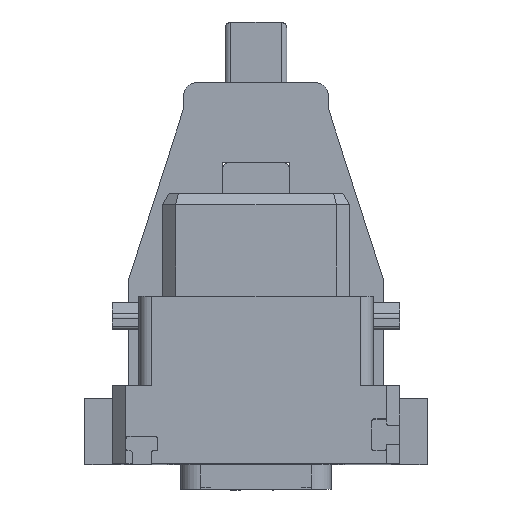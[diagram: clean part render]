
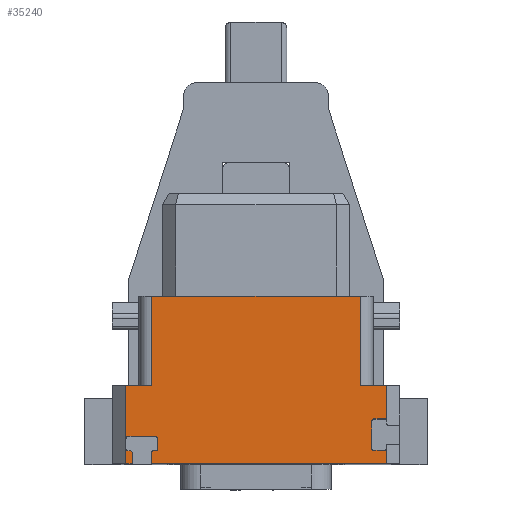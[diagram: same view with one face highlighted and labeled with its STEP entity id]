
A CAD part, top view. The second image highlights one B-rep face of the part: STEP entity #35240.
In plain terms, the highlighted planar face has unit normal (0, 0, 1).
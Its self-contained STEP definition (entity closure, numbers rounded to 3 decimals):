
#284=DIRECTION('',(-1.,0.,0.));
#285=VECTOR('',#284,15.8);
#286=CARTESIAN_POINT('',(7.9,9.8,9.9));
#287=LINE('',#286,#285);
#503=CARTESIAN_POINT('',(9.75,0.325,9.9));
#504=DIRECTION('',(0.,0.,1.));
#505=DIRECTION('',(1.,0.,0.));
#506=AXIS2_PLACEMENT_3D('',#503,#504,#505);
#508=DIRECTION('',(-1.,0.,0.));
#509=VECTOR('',#508,0.8);
#510=CARTESIAN_POINT('',(9.75,0.475,9.9));
#511=LINE('',#510,#509);
#512=CARTESIAN_POINT('',(8.95,0.325,9.9));
#513=DIRECTION('',(0.,0.,1.));
#514=DIRECTION('',(0.,1.,0.));
#515=AXIS2_PLACEMENT_3D('',#512,#513,#514);
#517=DIRECTION('',(0.,-1.,0.));
#518=VECTOR('',#517,2.1);
#519=CARTESIAN_POINT('',(8.8,0.325,9.9));
#520=LINE('',#519,#518);
#521=CARTESIAN_POINT('',(8.95,-1.775,9.9));
#522=DIRECTION('',(0.,0.,1.));
#523=DIRECTION('',(-1.,0.,0.));
#524=AXIS2_PLACEMENT_3D('',#521,#522,#523);
#526=DIRECTION('',(1.,0.,0.));
#527=VECTOR('',#526,0.8);
#528=CARTESIAN_POINT('',(8.95,-1.925,9.9));
#529=LINE('',#528,#527);
#530=CARTESIAN_POINT('',(9.75,-1.775,9.9));
#531=DIRECTION('',(0.,0.,1.));
#532=DIRECTION('',(0.,-1.,0.));
#533=AXIS2_PLACEMENT_3D('',#530,#531,#532);
#535=DIRECTION('',(0.,1.,0.));
#536=VECTOR('',#535,1.175);
#537=CARTESIAN_POINT('',(9.9,-2.95,9.9));
#538=LINE('',#537,#536);
#539=DIRECTION('',(0.,1.,0.));
#540=VECTOR('',#539,0.85);
#541=CARTESIAN_POINT('',(-7.95,-2.95,9.9));
#542=LINE('',#541,#540);
#543=CARTESIAN_POINT('',(-7.8,-2.1,9.9));
#544=DIRECTION('',(0.,0.,1.));
#545=DIRECTION('',(0.,1.,0.));
#546=AXIS2_PLACEMENT_3D('',#543,#544,#545);
#548=DIRECTION('',(1.,0.,0.));
#549=VECTOR('',#548,0.175);
#550=CARTESIAN_POINT('',(-7.8,-1.95,9.9));
#551=LINE('',#550,#549);
#552=CARTESIAN_POINT('',(-7.625,-1.8,9.9));
#553=DIRECTION('',(0.,0.,1.));
#554=DIRECTION('',(0.,-1.,0.));
#555=AXIS2_PLACEMENT_3D('',#552,#553,#554);
#557=DIRECTION('',(0.,1.,0.));
#558=VECTOR('',#557,0.8);
#559=CARTESIAN_POINT('',(-7.475,-1.8,9.9));
#560=LINE('',#559,#558);
#561=CARTESIAN_POINT('',(-7.625,-1.,9.9));
#562=DIRECTION('',(0.,0.,1.));
#563=DIRECTION('',(1.,0.,0.));
#564=AXIS2_PLACEMENT_3D('',#561,#562,#563);
#566=DIRECTION('',(-1.,0.,0.));
#567=VECTOR('',#566,2.1);
#568=CARTESIAN_POINT('',(-7.625,-0.85,9.9));
#569=LINE('',#568,#567);
#570=CARTESIAN_POINT('',(-9.725,-1.,9.9));
#571=DIRECTION('',(0.,0.,1.));
#572=DIRECTION('',(0.,1.,0.));
#573=AXIS2_PLACEMENT_3D('',#570,#571,#572);
#575=DIRECTION('',(0.,-1.,0.));
#576=VECTOR('',#575,0.8);
#577=CARTESIAN_POINT('',(-9.875,-1.,9.9));
#578=LINE('',#577,#576);
#579=CARTESIAN_POINT('',(-9.725,-1.8,9.9));
#580=DIRECTION('',(0.,0.,1.));
#581=DIRECTION('',(-1.,0.,0.));
#582=AXIS2_PLACEMENT_3D('',#579,#580,#581);
#584=DIRECTION('',(1.,0.,0.));
#585=VECTOR('',#584,0.175);
#586=CARTESIAN_POINT('',(-9.725,-1.95,9.9));
#587=LINE('',#586,#585);
#588=CARTESIAN_POINT('',(-9.55,-2.1,9.9));
#589=DIRECTION('',(0.,0.,1.));
#590=DIRECTION('',(1.,0.,0.));
#591=AXIS2_PLACEMENT_3D('',#588,#589,#590);
#593=DIRECTION('',(0.,1.,0.));
#594=VECTOR('',#593,0.85);
#595=CARTESIAN_POINT('',(-9.4,-2.95,9.9));
#596=LINE('',#595,#594);
#597=DIRECTION('',(0.,-1.,0.));
#598=VECTOR('',#597,5.95);
#599=CARTESIAN_POINT('',(-9.9,3.,9.9));
#600=LINE('',#599,#598);
#601=DIRECTION('',(0.,-1.,0.));
#602=VECTOR('',#601,6.8);
#603=CARTESIAN_POINT('',(-7.9,9.8,9.9));
#604=LINE('',#603,#602);
#605=DIRECTION('',(0.,1.,0.));
#606=VECTOR('',#605,6.8);
#607=CARTESIAN_POINT('',(7.9,3.,9.9));
#608=LINE('',#607,#606);
#609=DIRECTION('',(0.,1.,0.));
#610=VECTOR('',#609,2.675);
#611=CARTESIAN_POINT('',(9.9,0.325,9.9));
#612=LINE('',#611,#610);
#629=DIRECTION('',(-1.,0.,0.));
#630=VECTOR('',#629,2.);
#631=CARTESIAN_POINT('',(9.9,3.,9.9));
#632=LINE('',#631,#630);
#821=DIRECTION('',(1.,0.,0.));
#822=VECTOR('',#821,0.5);
#823=CARTESIAN_POINT('',(-9.9,-2.95,9.9));
#824=LINE('',#823,#822);
#837=DIRECTION('',(1.,0.,0.));
#838=VECTOR('',#837,17.85);
#839=CARTESIAN_POINT('',(-7.95,-2.95,9.9));
#840=LINE('',#839,#838);
#4689=DIRECTION('',(-1.,0.,0.));
#4690=VECTOR('',#4689,2.);
#4691=CARTESIAN_POINT('',(-7.9,3.,9.9));
#4692=LINE('',#4691,#4690);
#28296=CARTESIAN_POINT('',(-7.95,-2.95,9.9));
#28297=VERTEX_POINT('',#28296);
#28298=CARTESIAN_POINT('',(-9.4,-2.95,9.9));
#28299=VERTEX_POINT('',#28298);
#28300=CARTESIAN_POINT('',(9.9,0.325,9.9));
#28301=CARTESIAN_POINT('',(9.75,0.475,9.9));
#28302=VERTEX_POINT('',#28300);
#28303=VERTEX_POINT('',#28301);
#28304=CARTESIAN_POINT('',(8.95,0.475,9.9));
#28305=VERTEX_POINT('',#28304);
#28306=CARTESIAN_POINT('',(8.8,0.325,9.9));
#28307=VERTEX_POINT('',#28306);
#28308=CARTESIAN_POINT('',(8.8,-1.775,9.9));
#28309=VERTEX_POINT('',#28308);
#28310=CARTESIAN_POINT('',(8.95,-1.925,9.9));
#28311=VERTEX_POINT('',#28310);
#28312=CARTESIAN_POINT('',(9.75,-1.925,9.9));
#28313=VERTEX_POINT('',#28312);
#28314=CARTESIAN_POINT('',(9.9,-1.775,9.9));
#28315=VERTEX_POINT('',#28314);
#28316=CARTESIAN_POINT('',(-7.95,-2.1,9.9));
#28317=VERTEX_POINT('',#28316);
#28318=CARTESIAN_POINT('',(-7.8,-1.95,9.9));
#28319=VERTEX_POINT('',#28318);
#28320=CARTESIAN_POINT('',(-7.625,-1.95,9.9));
#28321=VERTEX_POINT('',#28320);
#28322=CARTESIAN_POINT('',(-7.475,-1.8,9.9));
#28323=VERTEX_POINT('',#28322);
#28324=CARTESIAN_POINT('',(-7.475,-1.,9.9));
#28325=VERTEX_POINT('',#28324);
#28326=CARTESIAN_POINT('',(-7.625,-0.85,9.9));
#28327=VERTEX_POINT('',#28326);
#28328=CARTESIAN_POINT('',(-9.725,-0.85,9.9));
#28329=VERTEX_POINT('',#28328);
#28330=CARTESIAN_POINT('',(-9.875,-1.,9.9));
#28331=VERTEX_POINT('',#28330);
#28332=CARTESIAN_POINT('',(-9.875,-1.8,9.9));
#28333=VERTEX_POINT('',#28332);
#28334=CARTESIAN_POINT('',(-9.725,-1.95,9.9));
#28335=VERTEX_POINT('',#28334);
#28336=CARTESIAN_POINT('',(-9.55,-1.95,9.9));
#28337=VERTEX_POINT('',#28336);
#28338=CARTESIAN_POINT('',(-9.4,-2.1,9.9));
#28339=VERTEX_POINT('',#28338);
#28344=CARTESIAN_POINT('',(7.9,9.8,9.9));
#28346=VERTEX_POINT('',#28344);
#28350=CARTESIAN_POINT('',(7.9,3.,9.9));
#28351=VERTEX_POINT('',#28350);
#28356=CARTESIAN_POINT('',(-7.9,9.8,9.9));
#28357=VERTEX_POINT('',#28356);
#28358=CARTESIAN_POINT('',(-7.9,3.,9.9));
#28359=VERTEX_POINT('',#28358);
#28364=CARTESIAN_POINT('',(9.9,3.,9.9));
#28366=VERTEX_POINT('',#28364);
#28379=CARTESIAN_POINT('',(9.9,-2.95,9.9));
#28380=VERTEX_POINT('',#28379);
#28381=CARTESIAN_POINT('',(-9.9,-2.95,9.9));
#28383=VERTEX_POINT('',#28381);
#28387=CARTESIAN_POINT('',(-9.9,3.,9.9));
#28388=VERTEX_POINT('',#28387);
#35176=CARTESIAN_POINT('',(10.9,9.8,9.9));
#35177=DIRECTION('',(0.,0.,1.));
#35178=DIRECTION('',(-1.,0.,0.));
#35179=AXIS2_PLACEMENT_3D('',#35176,#35177,#35178);
#35180=PLANE('',#35179);
#35182=ORIENTED_EDGE('',*,*,#35181,.T.);
#35184=ORIENTED_EDGE('',*,*,#35183,.T.);
#35186=ORIENTED_EDGE('',*,*,#35185,.T.);
#35188=ORIENTED_EDGE('',*,*,#35187,.T.);
#35190=ORIENTED_EDGE('',*,*,#35189,.T.);
#35192=ORIENTED_EDGE('',*,*,#35191,.T.);
#35194=ORIENTED_EDGE('',*,*,#35193,.T.);
#35196=ORIENTED_EDGE('',*,*,#35195,.F.);
#35198=ORIENTED_EDGE('',*,*,#35197,.F.);
#35200=ORIENTED_EDGE('',*,*,#35199,.T.);
#35202=ORIENTED_EDGE('',*,*,#35201,.F.);
#35204=ORIENTED_EDGE('',*,*,#35203,.T.);
#35206=ORIENTED_EDGE('',*,*,#35205,.T.);
#35208=ORIENTED_EDGE('',*,*,#35207,.T.);
#35210=ORIENTED_EDGE('',*,*,#35209,.T.);
#35212=ORIENTED_EDGE('',*,*,#35211,.T.);
#35214=ORIENTED_EDGE('',*,*,#35213,.T.);
#35216=ORIENTED_EDGE('',*,*,#35215,.T.);
#35218=ORIENTED_EDGE('',*,*,#35217,.T.);
#35220=ORIENTED_EDGE('',*,*,#35219,.T.);
#35222=ORIENTED_EDGE('',*,*,#35221,.F.);
#35224=ORIENTED_EDGE('',*,*,#35223,.F.);
#35226=ORIENTED_EDGE('',*,*,#35225,.F.);
#35228=ORIENTED_EDGE('',*,*,#35227,.F.);
#35230=ORIENTED_EDGE('',*,*,#35229,.F.);
#35231=ORIENTED_EDGE('',*,*,#35169,.F.);
#35232=ORIENTED_EDGE('',*,*,#34914,.F.);
#35233=ORIENTED_EDGE('',*,*,#34955,.F.);
#35235=ORIENTED_EDGE('',*,*,#35234,.F.);
#35237=ORIENTED_EDGE('',*,*,#35236,.F.);
#35238=EDGE_LOOP('',(#35182,#35184,#35186,#35188,#35190,#35192,#35194,#35196,
#35198,#35200,#35202,#35204,#35206,#35208,#35210,#35212,#35214,#35216,#35218,
#35220,#35222,#35224,#35226,#35228,#35230,#35231,#35232,#35233,#35235,#35237));
#35239=FACE_OUTER_BOUND('',#35238,.F.);
#35240=ADVANCED_FACE('',(#35239),#35180,.T.);
#507=CIRCLE('',#506,0.15);
#516=CIRCLE('',#515,0.15);
#525=CIRCLE('',#524,0.15);
#534=CIRCLE('',#533,0.15);
#547=CIRCLE('',#546,0.15);
#556=CIRCLE('',#555,0.15);
#565=CIRCLE('',#564,0.15);
#574=CIRCLE('',#573,0.15);
#583=CIRCLE('',#582,0.15);
#592=CIRCLE('',#591,0.15);
#34914=EDGE_CURVE('',#28346,#28357,#287,.T.);
#34955=EDGE_CURVE('',#28351,#28346,#608,.T.);
#35169=EDGE_CURVE('',#28357,#28359,#604,.T.);
#35181=EDGE_CURVE('',#28302,#28303,#507,.T.);
#35183=EDGE_CURVE('',#28303,#28305,#511,.T.);
#35185=EDGE_CURVE('',#28305,#28307,#516,.T.);
#35187=EDGE_CURVE('',#28307,#28309,#520,.T.);
#35189=EDGE_CURVE('',#28309,#28311,#525,.T.);
#35191=EDGE_CURVE('',#28311,#28313,#529,.T.);
#35193=EDGE_CURVE('',#28313,#28315,#534,.T.);
#35195=EDGE_CURVE('',#28380,#28315,#538,.T.);
#35197=EDGE_CURVE('',#28297,#28380,#840,.T.);
#35199=EDGE_CURVE('',#28297,#28317,#542,.T.);
#35201=EDGE_CURVE('',#28319,#28317,#547,.T.);
#35203=EDGE_CURVE('',#28319,#28321,#551,.T.);
#35205=EDGE_CURVE('',#28321,#28323,#556,.T.);
#35207=EDGE_CURVE('',#28323,#28325,#560,.T.);
#35209=EDGE_CURVE('',#28325,#28327,#565,.T.);
#35211=EDGE_CURVE('',#28327,#28329,#569,.T.);
#35213=EDGE_CURVE('',#28329,#28331,#574,.T.);
#35215=EDGE_CURVE('',#28331,#28333,#578,.T.);
#35217=EDGE_CURVE('',#28333,#28335,#583,.T.);
#35219=EDGE_CURVE('',#28335,#28337,#587,.T.);
#35221=EDGE_CURVE('',#28339,#28337,#592,.T.);
#35223=EDGE_CURVE('',#28299,#28339,#596,.T.);
#35225=EDGE_CURVE('',#28383,#28299,#824,.T.);
#35227=EDGE_CURVE('',#28388,#28383,#600,.T.);
#35229=EDGE_CURVE('',#28359,#28388,#4692,.T.);
#35234=EDGE_CURVE('',#28366,#28351,#632,.T.);
#35236=EDGE_CURVE('',#28302,#28366,#612,.T.);
